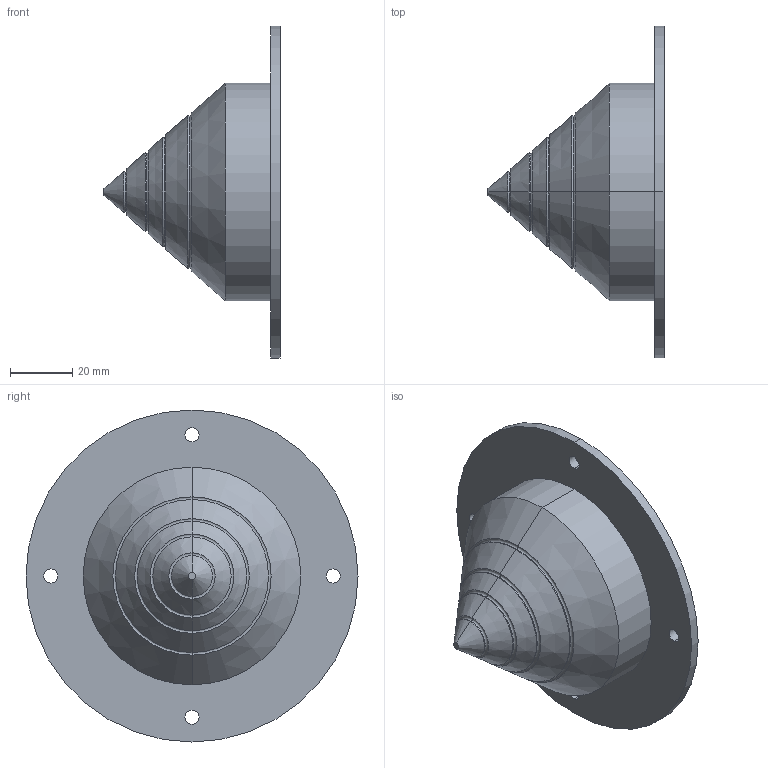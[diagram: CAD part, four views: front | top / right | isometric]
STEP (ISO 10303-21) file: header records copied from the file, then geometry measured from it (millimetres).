
FILE_DESCRIPTION (( 'STEP AP203' ), '1' );
FILE_NAME ('Dummy-PIPEtite-(0-65)-BODY.STEP', '2012-10-03T00:17:46', ( 'user' ), ( '' ), 'SwSTEP 2.0', 'SolidWorks 2012', '' );
FILE_SCHEMA (( 'CONFIG_CONTROL_DESIGN' ));
Length unit declared in the file: millimetre
Products named in the file (1): Dummy-PIPEtite-(0-65)-BODY
Bounding box: 56.57 x 106.7 x 106.7 mm (x, y, z)
Volume: 40474.5 mm3; surface area: 29468.6 mm2
Topology: 1 solids, 1 shells, 45 faces, 98 edges, 55 vertices
Faces by surface type: torus 16, cylinder 14, cone 12, plane 3
Entity records: 1317 total; most frequent: DIRECTION 258, CARTESIAN_POINT 197, ORIENTED_EDGE 192, AXIS2_PLACEMENT_3D 116, EDGE_CURVE 96, CIRCLE 70, VERTEX_POINT 55, EDGE_LOOP 55
